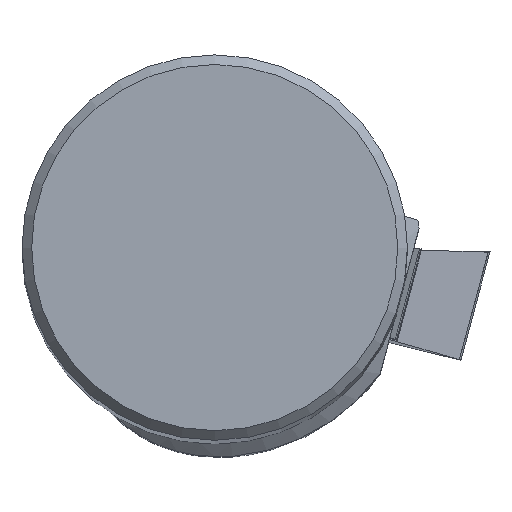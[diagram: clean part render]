
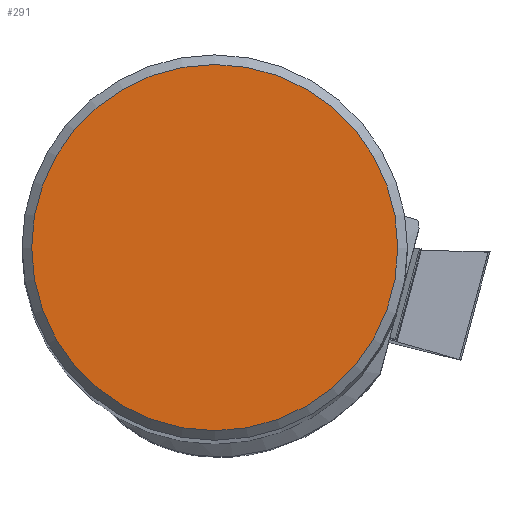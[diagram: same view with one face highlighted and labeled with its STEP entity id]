
A CAD part, top view. The second image highlights one B-rep face of the part: STEP entity #291.
In plain terms, the highlighted planar face has unit normal (0, 0, 1).
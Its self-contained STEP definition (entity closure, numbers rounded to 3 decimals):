
#209=CIRCLE('',#2055,9.491);
#291=ADVANCED_FACE('',(#434),#355,.T.);
#355=PLANE('',#2056);
#434=FACE_OUTER_BOUND('',#527,.T.);
#527=EDGE_LOOP('',(#1009));
#1009=ORIENTED_EDGE('',*,*,#1495,.F.);
#1252=VERTEX_POINT('',#3323);
#1495=EDGE_CURVE('',#1252,#1252,#209,.T.);
#2055=AXIS2_PLACEMENT_3D('',#3322,#2542,#2543);
#2056=AXIS2_PLACEMENT_3D('',#3324,#2544,#2545);
#2542=DIRECTION('',(0.,0.,-1.));
#2543=DIRECTION('',(-1.,0.,0.));
#2544=DIRECTION('',(0.,0.,1.));
#2545=DIRECTION('',(-1.,0.,0.));
#3322=CARTESIAN_POINT('',(0.,0.,0.));
#3323=CARTESIAN_POINT('',(-9.491,0.,0.));
#3324=CARTESIAN_POINT('',(0.,0.,0.));
